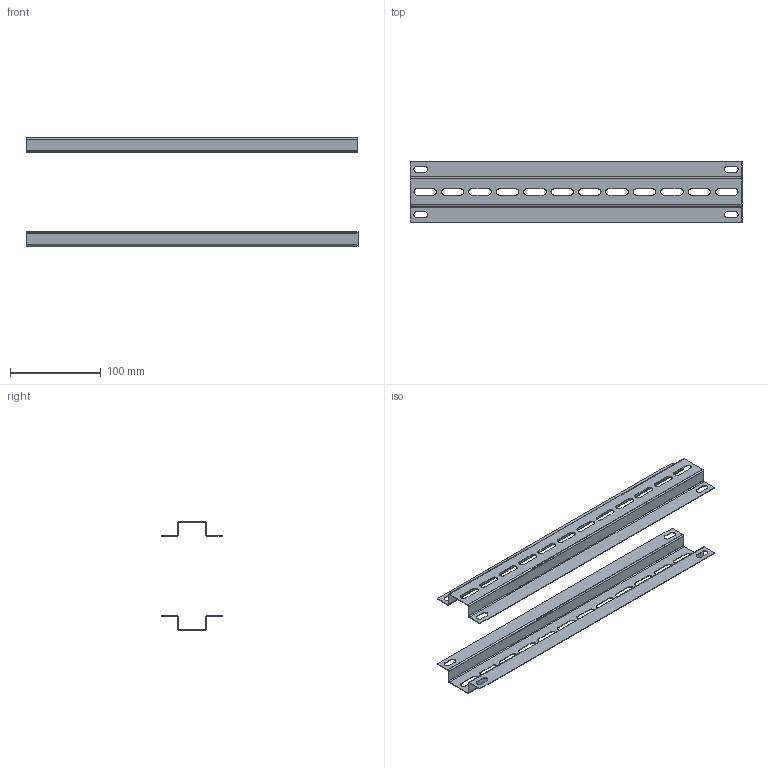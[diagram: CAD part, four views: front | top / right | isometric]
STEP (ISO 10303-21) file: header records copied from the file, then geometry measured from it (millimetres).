
FILE_DESCRIPTION (( 'STEP AP214' ), '1' );
FILE_NAME ('Êîìïëåêò ïîïåðå÷íûõ ðååê äëÿ ÂÐÓ-1 R IP31 ðàçáîðíîãî (2øò.) EKF PROxima mb09-03-04.STEP', '2025-01-31T10:30:14', ( '' ), ( '' ), 'SwSTEP 2.0', 'SolidWorks 2021', '' );
FILE_SCHEMA (( 'AUTOMOTIVE_DESIGN' ));
Length unit declared in the file: millimetre
Products named in the file (2): ﾌﾈ-2431.00.00.001 ﾊ煇鳫; Êîìïëåêò ïîïåðå÷íûõ ðååê äëÿ ÂÐÓ-1 R IP31 ðàçáîðíîãî (2øò.) EKF PROxima mb09-03-04
Assembly tree (2 placements, depth 2):
  Êîìïëåêò ïîïåðå÷íûõ ðååê äëÿ ÂÐÓ-1 R IP31 ðàçáîðíîãî (2øò.) EKF PROxima mb09-03-04
    ﾌﾈ-2431.00.00.001 ﾊ煇鳫  x2
Bounding box: 366 x 66.6 x 119.44 mm (x, y, z)
Volume: 45325.2 mm3; surface area: 131978.2 mm2
Topology: 2 solids, 2 shells, 236 faces, 632 edges, 400 vertices
Faces by surface type: plane 124, cylinder 112
Entity records: 3814 total; most frequent: DIRECTION 674, CARTESIAN_POINT 639, ORIENTED_EDGE 632, EDGE_CURVE 316, AXIS2_PLACEMENT_3D 235, LINE 204, VECTOR 204, VERTEX_POINT 200
